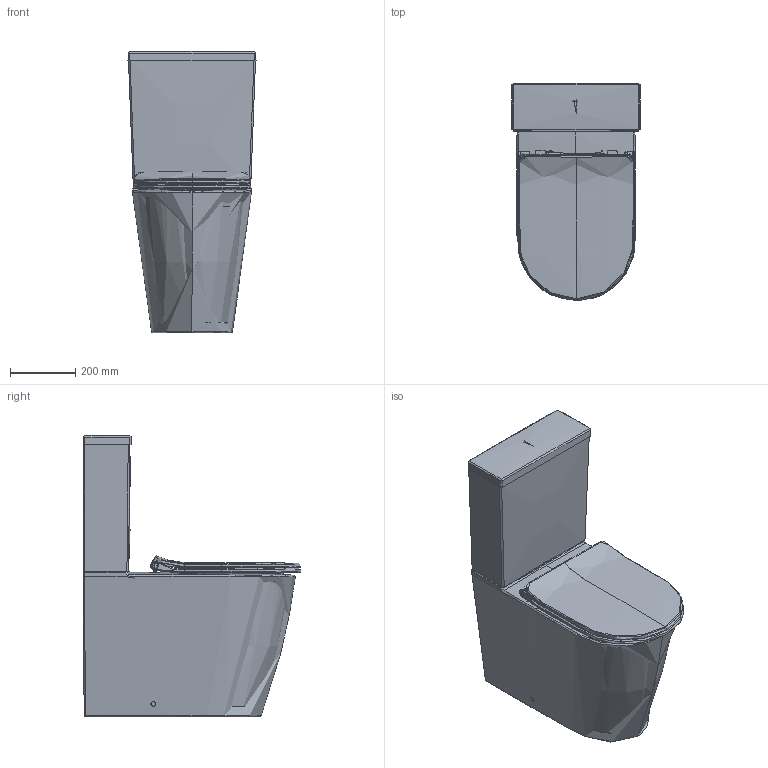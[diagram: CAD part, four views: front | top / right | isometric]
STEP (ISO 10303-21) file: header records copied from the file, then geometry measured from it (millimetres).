
FILE_DESCRIPTION(/* description */ (''),/* implementation_level */ '2;1');
FILE_NAME(/* name */ 'STEP - 347F-A-C, I1694S, 347F-A-1P_1832065',/* time_stamp */ '2024-09-25T15:05:26+10:00',/* author */ (''),/* organization */ (''),/* preprocessor_version */ 'ST-DEVELOPER v16.5',/* originating_system */ 'Rhino 7.37',/* authorisation */ '');
FILE_SCHEMA (('CONFIG_CONTROL_DESIGN'));
Products named in the file (23): Document; Document1; I1694S_ASM; I937-1010_ASM; 280348; 1I1007; 1I1006_ASM; BASE; 280347; OUSHIGAIBAN_ASM; 1I1171-B0; 1I1169; Block 01; 1I1162; 1I1170; 1I1161; 1I1171-A0; 250251; 1I1168-B0; 347F-A_ASM; 347F; 347SHUIXIANG
Assembly tree (26 placements, depth 6):
  Document
    Document1
      I1694S_ASM
        I937-1010_ASM  x2
          280348
          1I1007
          1I1006_ASM
            BASE
            280347
        OUSHIGAIBAN_ASM
          1I1171-B0
          1I1169
            Block 01
          1I1162
          1I1170
          1I1161  x4
          1I1171-A0
          250251
        1I1168-B0
    Document
      347F-A_ASM
        347F
        347SHUIXIANG
Bounding box: 393 x 668.12 x 865.52 mm (x, y, z)
Volume: 23790891.3 mm3; surface area: 4054150 mm2
Topology: 22 solids, 24 shells, 2234 faces, 5592 edges, 3421 vertices
Faces by surface type: bspline 1251, plane 545, cylinder 438
Entity records: 148816 total; most frequent: CARTESIAN_POINT 115907, ORIENTED_EDGE 9904, EDGE_CURVE 4961, B_SPLINE_CURVE_WITH_KNOTS 3873, VERTEX_POINT 3031, EDGE_LOOP 2059, ADVANCED_FACE 1992, FACE_OUTER_BOUND 1992
